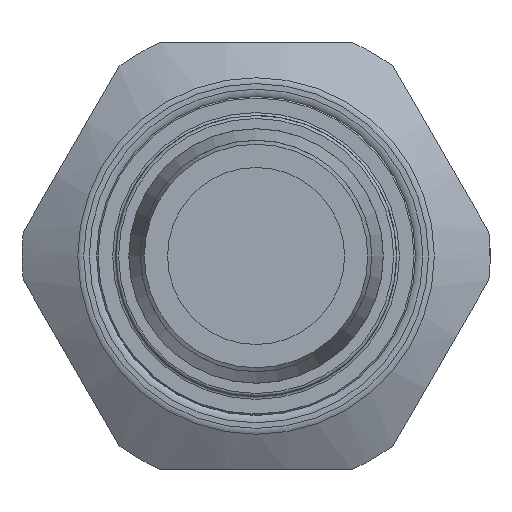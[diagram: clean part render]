
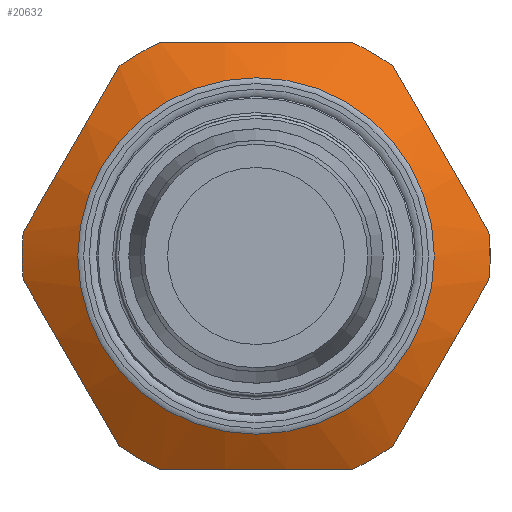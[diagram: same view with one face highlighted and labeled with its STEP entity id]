
A CAD part, front view. The second image highlights one B-rep face of the part: STEP entity #20632.
In plain terms, the highlighted conical face has half-angle 60 degrees and reference radius 17.78 mm.
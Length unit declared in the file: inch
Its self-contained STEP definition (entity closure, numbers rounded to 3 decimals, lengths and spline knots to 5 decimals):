
#1410=(
BOUNDED_CURVE()
B_SPLINE_CURVE(2,(#45532,#45533,#45534),.UNSPECIFIED.,.F.,.F.)
B_SPLINE_CURVE_WITH_KNOTS((3,3),(0.,1.67512),.UNSPECIFIED.)
CURVE()
GEOMETRIC_REPRESENTATION_ITEM()
RATIONAL_B_SPLINE_CURVE((1.,1.096,1.))
REPRESENTATION_ITEM('')
);
#1411=(
BOUNDED_CURVE()
B_SPLINE_CURVE(2,(#45538,#45539,#45540),.UNSPECIFIED.,.F.,.F.)
B_SPLINE_CURVE_WITH_KNOTS((3,3),(0.,1.67512),.UNSPECIFIED.)
CURVE()
GEOMETRIC_REPRESENTATION_ITEM()
RATIONAL_B_SPLINE_CURVE((1.,1.096,1.))
REPRESENTATION_ITEM('')
);
#1412=(
BOUNDED_CURVE()
B_SPLINE_CURVE(2,(#45544,#45545,#45546),.UNSPECIFIED.,.F.,.F.)
B_SPLINE_CURVE_WITH_KNOTS((3,3),(0.,1.67512),.UNSPECIFIED.)
CURVE()
GEOMETRIC_REPRESENTATION_ITEM()
RATIONAL_B_SPLINE_CURVE((1.,1.096,1.))
REPRESENTATION_ITEM('')
);
#1413=(
BOUNDED_CURVE()
B_SPLINE_CURVE(2,(#45550,#45551,#45552),.UNSPECIFIED.,.F.,.F.)
B_SPLINE_CURVE_WITH_KNOTS((3,3),(0.,1.67512),.UNSPECIFIED.)
CURVE()
GEOMETRIC_REPRESENTATION_ITEM()
RATIONAL_B_SPLINE_CURVE((1.,1.096,1.))
REPRESENTATION_ITEM('')
);
#1414=(
BOUNDED_CURVE()
B_SPLINE_CURVE(2,(#45556,#45557,#45558),.UNSPECIFIED.,.F.,.F.)
B_SPLINE_CURVE_WITH_KNOTS((3,3),(0.,1.67512),.UNSPECIFIED.)
CURVE()
GEOMETRIC_REPRESENTATION_ITEM()
RATIONAL_B_SPLINE_CURVE((1.,1.096,1.))
REPRESENTATION_ITEM('')
);
#1415=(
BOUNDED_CURVE()
B_SPLINE_CURVE(2,(#45562,#45563,#45564),.UNSPECIFIED.,.F.,.F.)
B_SPLINE_CURVE_WITH_KNOTS((3,3),(0.,1.67512),.UNSPECIFIED.)
CURVE()
GEOMETRIC_REPRESENTATION_ITEM()
RATIONAL_B_SPLINE_CURVE((1.,1.096,1.))
REPRESENTATION_ITEM('')
);
#2936=LINE('',#45528,#4326);
#4326=VECTOR('',#25905,0.7);
#4366=CONICAL_SURFACE('',#21947,0.7,1.047);
#5433=FACE_OUTER_BOUND('',#6615,.T.);
#6615=EDGE_LOOP('',(#17884,#17885,#17886,#17887,#17888,#17889,#17890,#17891,
#17892,#17893,#17894,#17895,#17896,#17897,#17898,#17899));
#7263=CIRCLE('',#21944,0.60928);
#7265=CIRCLE('',#21948,0.8);
#7266=CIRCLE('',#21949,0.8);
#7267=CIRCLE('',#21950,0.8);
#7268=CIRCLE('',#21951,0.8);
#7269=CIRCLE('',#21952,0.8);
#7270=CIRCLE('',#21953,0.8);
#7271=CIRCLE('',#21954,0.8);
#9190=VERTEX_POINT('',#45520);
#9192=VERTEX_POINT('',#45527);
#9193=VERTEX_POINT('',#45529);
#9194=VERTEX_POINT('',#45531);
#9195=VERTEX_POINT('',#45535);
#9196=VERTEX_POINT('',#45537);
#9197=VERTEX_POINT('',#45541);
#9198=VERTEX_POINT('',#45543);
#9199=VERTEX_POINT('',#45547);
#9200=VERTEX_POINT('',#45549);
#9201=VERTEX_POINT('',#45553);
#9202=VERTEX_POINT('',#45555);
#9203=VERTEX_POINT('',#45559);
#9204=VERTEX_POINT('',#45561);
#12093=EDGE_CURVE('',#9190,#9190,#7263,.T.);
#12095=EDGE_CURVE('',#9190,#9192,#2936,.T.);
#12096=EDGE_CURVE('',#9193,#9192,#7265,.T.);
#12097=EDGE_CURVE('',#9194,#9193,#1410,.T.);
#12098=EDGE_CURVE('',#9195,#9194,#7266,.T.);
#12099=EDGE_CURVE('',#9196,#9195,#1411,.T.);
#12100=EDGE_CURVE('',#9197,#9196,#7267,.T.);
#12101=EDGE_CURVE('',#9198,#9197,#1412,.T.);
#12102=EDGE_CURVE('',#9199,#9198,#7268,.T.);
#12103=EDGE_CURVE('',#9200,#9199,#1413,.T.);
#12104=EDGE_CURVE('',#9201,#9200,#7269,.T.);
#12105=EDGE_CURVE('',#9202,#9201,#1414,.T.);
#12106=EDGE_CURVE('',#9203,#9202,#7270,.T.);
#12107=EDGE_CURVE('',#9204,#9203,#1415,.T.);
#12108=EDGE_CURVE('',#9192,#9204,#7271,.T.);
#17884=ORIENTED_EDGE('',*,*,#12093,.F.);
#17885=ORIENTED_EDGE('',*,*,#12095,.T.);
#17886=ORIENTED_EDGE('',*,*,#12096,.F.);
#17887=ORIENTED_EDGE('',*,*,#12097,.F.);
#17888=ORIENTED_EDGE('',*,*,#12098,.F.);
#17889=ORIENTED_EDGE('',*,*,#12099,.F.);
#17890=ORIENTED_EDGE('',*,*,#12100,.F.);
#17891=ORIENTED_EDGE('',*,*,#12101,.F.);
#17892=ORIENTED_EDGE('',*,*,#12102,.F.);
#17893=ORIENTED_EDGE('',*,*,#12103,.F.);
#17894=ORIENTED_EDGE('',*,*,#12104,.F.);
#17895=ORIENTED_EDGE('',*,*,#12105,.F.);
#17896=ORIENTED_EDGE('',*,*,#12106,.F.);
#17897=ORIENTED_EDGE('',*,*,#12107,.F.);
#17898=ORIENTED_EDGE('',*,*,#12108,.F.);
#17899=ORIENTED_EDGE('',*,*,#12095,.F.);
#20632=ADVANCED_FACE('',(#5433),#4366,.T.);
#21944=AXIS2_PLACEMENT_3D('',#45522,#25897,#25898);
#21947=AXIS2_PLACEMENT_3D('',#45526,#25903,#25904);
#21948=AXIS2_PLACEMENT_3D('',#45530,#25906,#25907);
#21949=AXIS2_PLACEMENT_3D('',#45536,#25908,#25909);
#21950=AXIS2_PLACEMENT_3D('',#45542,#25910,#25911);
#21951=AXIS2_PLACEMENT_3D('',#45548,#25912,#25913);
#21952=AXIS2_PLACEMENT_3D('',#45554,#25914,#25915);
#21953=AXIS2_PLACEMENT_3D('',#45560,#25916,#25917);
#21954=AXIS2_PLACEMENT_3D('',#45565,#25918,#25919);
#25897=DIRECTION('center_axis',(0.,-1.,0.));
#25898=DIRECTION('ref_axis',(-1.,0.,0.));
#25903=DIRECTION('center_axis',(0.,1.,0.));
#25904=DIRECTION('ref_axis',(1.,0.,0.));
#25905=DIRECTION('',(-0.866,0.5,0.));
#25906=DIRECTION('center_axis',(0.,1.,0.));
#25907=DIRECTION('ref_axis',(-1.,0.,0.));
#25908=DIRECTION('center_axis',(0.,1.,0.));
#25909=DIRECTION('ref_axis',(-1.,0.,0.));
#25910=DIRECTION('center_axis',(0.,1.,0.));
#25911=DIRECTION('ref_axis',(-1.,0.,0.));
#25912=DIRECTION('center_axis',(0.,1.,0.));
#25913=DIRECTION('ref_axis',(-1.,0.,0.));
#25914=DIRECTION('center_axis',(0.,1.,0.));
#25915=DIRECTION('ref_axis',(-1.,0.,0.));
#25916=DIRECTION('center_axis',(0.,1.,0.));
#25917=DIRECTION('ref_axis',(-1.,0.,0.));
#25918=DIRECTION('center_axis',(0.,1.,0.));
#25919=DIRECTION('ref_axis',(-1.,0.,0.));
#45520=CARTESIAN_POINT('',(-0.60928,-0.29964,0.));
#45522=CARTESIAN_POINT('Origin',(0.,-0.29964,
0.));
#45526=CARTESIAN_POINT('Origin',(0.,-0.24726,
0.));
#45527=CARTESIAN_POINT('',(-0.8,-0.18953,0.));
#45528=CARTESIAN_POINT('',(-0.7,-0.24726,0.));
#45529=CARTESIAN_POINT('',(-0.79583,-0.18953,-0.08158));
#45530=CARTESIAN_POINT('Origin',(0.,-0.18953,0.));
#45531=CARTESIAN_POINT('',(-0.46857,-0.18953,-0.64842));
#45532=CARTESIAN_POINT('Ctrl Pts',(-0.46857,-0.18953,
-0.64842));
#45533=CARTESIAN_POINT('Ctrl Pts',(-0.6322,-0.26682,
-0.365));
#45534=CARTESIAN_POINT('Ctrl Pts',(-0.79583,-0.18953,
-0.08158));
#45535=CARTESIAN_POINT('',(-0.32726,-0.18953,-0.73));
#45536=CARTESIAN_POINT('Origin',(0.,-0.18953,0.));
#45537=CARTESIAN_POINT('',(0.32726,-0.18953,-0.73));
#45538=CARTESIAN_POINT('Ctrl Pts',(0.32726,-0.18953,
-0.73));
#45539=CARTESIAN_POINT('Ctrl Pts',(0.,-0.26682,
-0.73));
#45540=CARTESIAN_POINT('Ctrl Pts',(-0.32726,-0.18953,
-0.73));
#45541=CARTESIAN_POINT('',(0.46857,-0.18953,-0.64842));
#45542=CARTESIAN_POINT('Origin',(0.,-0.18953,0.));
#45543=CARTESIAN_POINT('',(0.79583,-0.18953,-0.08158));
#45544=CARTESIAN_POINT('Ctrl Pts',(0.79583,-0.18953,
-0.08158));
#45545=CARTESIAN_POINT('Ctrl Pts',(0.6322,-0.26682,
-0.365));
#45546=CARTESIAN_POINT('Ctrl Pts',(0.46857,-0.18953,
-0.64842));
#45547=CARTESIAN_POINT('',(0.79583,-0.18953,0.08158));
#45548=CARTESIAN_POINT('Origin',(0.,-0.18953,0.));
#45549=CARTESIAN_POINT('',(0.46857,-0.18953,0.64842));
#45550=CARTESIAN_POINT('Ctrl Pts',(0.46857,-0.18953,
0.64842));
#45551=CARTESIAN_POINT('Ctrl Pts',(0.6322,-0.26682,
0.365));
#45552=CARTESIAN_POINT('Ctrl Pts',(0.79583,-0.18953,
0.08158));
#45553=CARTESIAN_POINT('',(0.32726,-0.18953,0.73));
#45554=CARTESIAN_POINT('Origin',(0.,-0.18953,0.));
#45555=CARTESIAN_POINT('',(-0.32726,-0.18953,0.73));
#45556=CARTESIAN_POINT('Ctrl Pts',(-0.32726,-0.18953,
0.73));
#45557=CARTESIAN_POINT('Ctrl Pts',(0.,-0.26682,
0.73));
#45558=CARTESIAN_POINT('Ctrl Pts',(0.32726,-0.18953,
0.73));
#45559=CARTESIAN_POINT('',(-0.46857,-0.18953,0.64842));
#45560=CARTESIAN_POINT('Origin',(0.,-0.18953,0.));
#45561=CARTESIAN_POINT('',(-0.79583,-0.18953,0.08158));
#45562=CARTESIAN_POINT('Ctrl Pts',(-0.79583,-0.18953,
0.08158));
#45563=CARTESIAN_POINT('Ctrl Pts',(-0.6322,-0.26682,
0.365));
#45564=CARTESIAN_POINT('Ctrl Pts',(-0.46857,-0.18953,
0.64842));
#45565=CARTESIAN_POINT('Origin',(0.,-0.18953,0.));
